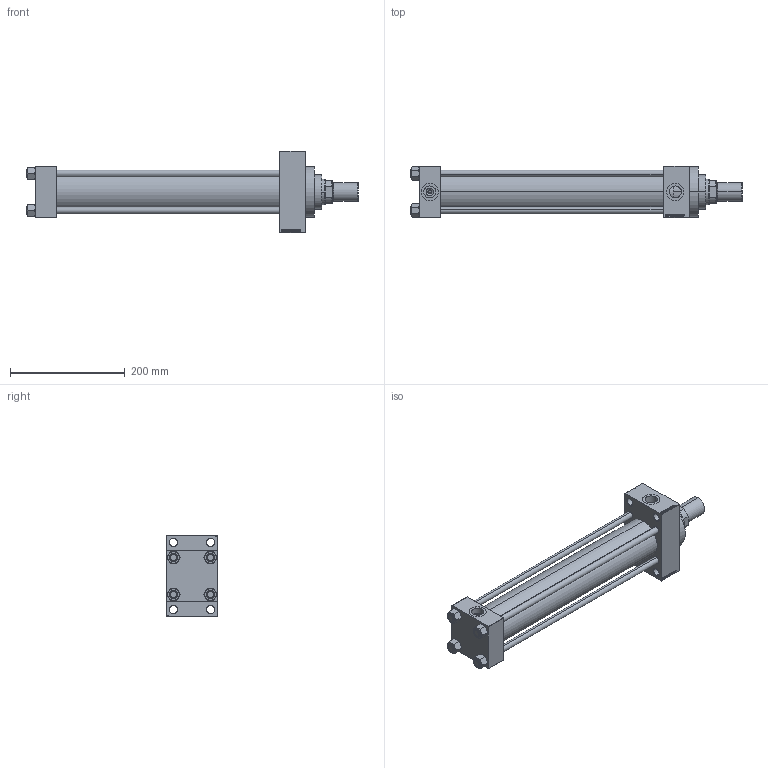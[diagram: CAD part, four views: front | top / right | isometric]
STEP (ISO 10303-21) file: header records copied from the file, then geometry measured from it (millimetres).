
FILE_DESCRIPTION (( 'STEP AP203' ), '1' );
FILE_NAME ('5a71.STEP', '2022-04-15T13:56:34', ( '' ), ( '' ), 'SwSTEP 2.0', 'SolidWorks 2019', '' );
FILE_SCHEMA (( 'CONFIG_CONTROL_DESIGN' ));
Length unit declared in the file: millimetre
Products named in the file (7): NUT_M5_D 6dc4c0792cb51a5f46e44d9bf25a00b2; ROD_END_AH 6dc4c0792cb51a5f46e44d9bf25a00b2; V215CR_VCP_D 6dc4c0792cb51a5f46e44d9bf25a00b2; V215CR_D_TYCINKA 6dc4c0792cb51a5f46e44d9bf25a00b2; V215_VC_A 6dc4c0792cb51a5f46e44d9bf25a00b2; 5a71; V215CR_D_Body 6dc4c0792cb51a5f46e44d9bf25a00b2
Assembly tree (12 placements, depth 2):
  5a71
    V215CR_D_Body 6dc4c0792cb51a5f46e44d9bf25a00b2
    V215CR_VCP_D 6dc4c0792cb51a5f46e44d9bf25a00b2
    NUT_M5_D 6dc4c0792cb51a5f46e44d9bf25a00b2  x4
    V215CR_D_TYCINKA 6dc4c0792cb51a5f46e44d9bf25a00b2  x4
    V215_VC_A 6dc4c0792cb51a5f46e44d9bf25a00b2
    ROD_END_AH 6dc4c0792cb51a5f46e44d9bf25a00b2
Bounding box: 578 x 90 x 142 mm (x, y, z)
Volume: 2077303.9 mm3; surface area: 452110.3 mm2
Topology: 12 solids, 12 shells, 1116 faces, 2775 edges, 1795 vertices
Faces by surface type: plane 500, bspline 368, cone 148, cylinder 90, torus 10
Entity records: 47650 total; most frequent: CARTESIAN_POINT 25132, ORIENTED_EDGE 5042, DIRECTION 3259, EDGE_CURVE 2521, VERTEX_POINT 1651, VECTOR 1511, LINE 1511, EDGE_LOOP 1128
